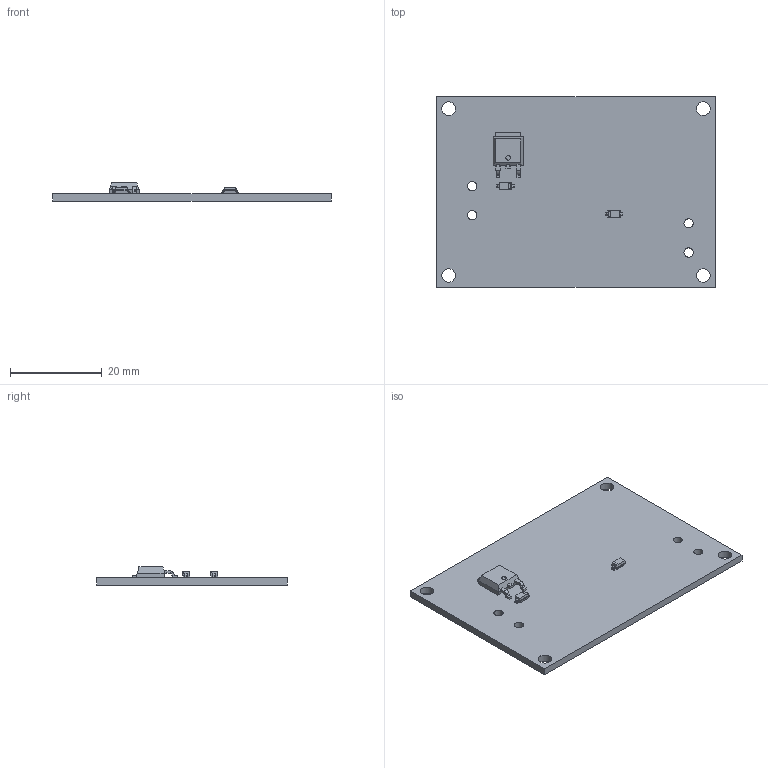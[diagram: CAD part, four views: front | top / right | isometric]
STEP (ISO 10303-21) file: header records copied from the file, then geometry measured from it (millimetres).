
FILE_DESCRIPTION(('KiCad electronic assembly'),'2;1');
FILE_NAME('Carte_protection.step','2021-04-06T21:22:04',('An Author'),( 'A Company'),'Open CASCADE STEP processor 6.9', 'KiCad to STEP converter','Unknown');
FILE_SCHEMA(('AUTOMOTIVE_DESIGN { 1 0 10303 214 1 1 1 1 }'));
Length unit declared in the file: millimetre
Products named in the file (7): Open CASCADE STEP translator 6.9 1; D_SOD-123; SOLID; TO-252-2; Heatsink; COMPOUND
Assembly tree (8 placements, depth 3):
  Open CASCADE STEP translator 6.9 1
    D_SOD-123  x2
      SOLID
    TO-252-2
      SOLID
    Heatsink  x2
    COMPOUND
Bounding box: 60.83 x 41.66 x 3.97 mm (x, y, z)
Volume: 4088.2 mm3; surface area: 5612.8 mm2
Topology: 4 solids, 4 shells, 228 faces, 568 edges, 354 vertices
Faces by surface type: plane 139, bspline 52, cylinder 37
Full cylindrical faces by diameter (mm): 1 x1, 2 x4, 3 x4
Entity records: 11404 total; most frequent: CARTESIAN_POINT 2070, DIRECTION 1471, LINE 1026, VECTOR 1026, ORIENTED_EDGE 824, PCURVE 824, DEFINITIONAL_REPRESENTATION 824, EDGE_CURVE 412
